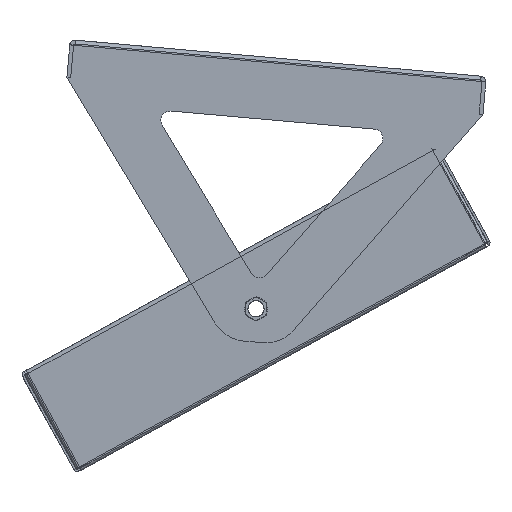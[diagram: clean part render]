
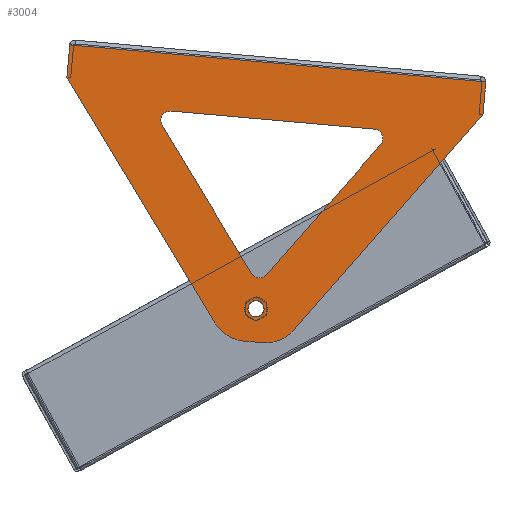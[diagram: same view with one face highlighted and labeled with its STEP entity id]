
A CAD part, left-side view. The second image highlights one B-rep face of the part: STEP entity #3004.
In plain terms, the highlighted planar face has unit normal (-1, 0, 0).
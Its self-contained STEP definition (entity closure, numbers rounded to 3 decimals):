
#11 = DIRECTION ( 'NONE',  ( 0., -0.659, 0.752 ) ) ;
#48 = VERTEX_POINT ( 'NONE', #7492 ) ;
#101 = PLANE ( 'NONE',  #2331 ) ;
#264 = CARTESIAN_POINT ( 'NONE',  ( -2082.902, 266.887, -715.473 ) ) ;
#281 = EDGE_CURVE ( 'NONE', #4195, #5273, #612, .T. ) ;
#324 = CARTESIAN_POINT ( 'NONE',  ( -2082.902, 167.444, -602.032 ) ) ;
#529 = CARTESIAN_POINT ( 'NONE',  ( -2082.902, 289.37, -685.721 ) ) ;
#612 = LINE ( 'NONE', #9790, #5346 ) ;
#664 = DIRECTION ( 'NONE',  ( 0., -0.996, -0.089 ) ) ;
#727 = ORIENTED_EDGE ( 'NONE', *, *, #9445, .T. ) ;
#796 = VECTOR ( 'NONE', #1442, 1000. ) ;
#918 = CARTESIAN_POINT ( 'NONE',  ( -2082.902, 286.973, -704.35 ) ) ;
#1291 = DIRECTION ( 'NONE',  ( -1., 0., 0. ) ) ;
#1385 = VECTOR ( 'NONE', #5305, 1000. ) ;
#1442 = DIRECTION ( 'NONE',  ( 0., 0.996, 0.089 ) ) ;
#1471 = DIRECTION ( 'NONE',  ( 0., 0.516, 0.856 ) ) ;
#1915 = AXIS2_PLACEMENT_3D ( 'NONE', #9860, #7490, #9104 ) ;
#2131 = CARTESIAN_POINT ( 'NONE',  ( -2082.902, 394.082, -570.106 ) ) ;
#2207 = LINE ( 'NONE', #2257, #1385 ) ;
#2236 = VECTOR ( 'NONE', #1471, 1000. ) ;
#2257 = CARTESIAN_POINT ( 'NONE',  ( -2082.902, 384.987, -564.623 ) ) ;
#2295 = DIRECTION ( 'NONE',  ( -1., 0., 0. ) ) ;
#2300 = EDGE_CURVE ( 'NONE', #4139, #3630, #4079, .T. ) ;
#2331 = AXIS2_PLACEMENT_3D ( 'NONE', #3195, #2432, #8561 ) ;
#2432 = DIRECTION ( 'NONE',  ( 1., 0., 0. ) ) ;
#2529 = VECTOR ( 'NONE', #8987, 1000. ) ;
#2590 = DIRECTION ( 'NONE',  ( 1., 0., 0. ) ) ;
#2645 = FACE_BOUND ( 'NONE', #8046, .T. ) ;
#2731 = AXIS2_PLACEMENT_3D ( 'NONE', #9523, #9471, #7291 ) ;
#2792 = EDGE_CURVE ( 'NONE', #3630, #6421, #7580, .T. ) ;
#2918 = EDGE_LOOP ( 'NONE', ( #7411 ) ) ;
#2929 = DIRECTION ( 'NONE',  ( -1., 0., 0. ) ) ;
#3004 = ADVANCED_FACE ( 'NONE', ( #2645, #3291, #8776 ), #101, .F. ) ;
#3022 = LINE ( 'NONE', #5341, #6869 ) ;
#3195 = CARTESIAN_POINT ( 'NONE',  ( -2082.902, 384.987, -564.623 ) ) ;
#3291 = FACE_OUTER_BOUND ( 'NONE', #3649, .T. ) ;
#3509 = AXIS2_PLACEMENT_3D ( 'NONE', #918, #2590, #4782 ) ;
#3630 = VERTEX_POINT ( 'NONE', #5814 ) ;
#3649 = EDGE_LOOP ( 'NONE', ( #8870, #727, #6721, #5311, #5762, #9011, #4175, #9289 ) ) ;
#3654 = CARTESIAN_POINT ( 'NONE',  ( -2082.902, 165.916, -584.836 ) ) ;
#3700 = EDGE_CURVE ( 'NONE', #4440, #7934, #2207, .T. ) ;
#4079 = CIRCLE ( 'NONE', #9082, 5. ) ;
#4139 = VERTEX_POINT ( 'NONE', #5235 ) ;
#4144 = CIRCLE ( 'NONE', #6704, 5. ) ;
#4175 = ORIENTED_EDGE ( 'NONE', *, *, #7779, .F. ) ;
#4195 = VERTEX_POINT ( 'NONE', #8419 ) ;
#4230 = CARTESIAN_POINT ( 'NONE',  ( -2082.902, 281.328, -686.436 ) ) ;
#4273 = VERTEX_POINT ( 'NONE', #5583 ) ;
#4440 = VERTEX_POINT ( 'NONE', #4815 ) ;
#4508 = DIRECTION ( 'NONE',  ( 0., 0.089, -0.996 ) ) ;
#4581 = EDGE_CURVE ( 'NONE', #8483, #9712, #3022, .T. ) ;
#4643 = VERTEX_POINT ( 'NONE', #6863 ) ;
#4686 = EDGE_CURVE ( 'NONE', #6421, #4273, #4144, .T. ) ;
#4782 = DIRECTION ( 'NONE',  ( 0., -0.089, 0.996 ) ) ;
#4815 = CARTESIAN_POINT ( 'NONE',  ( -2082.902, 385.052, -565.357 ) ) ;
#5001 = EDGE_CURVE ( 'NONE', #4273, #5351, #5787, .T. ) ;
#5085 = EDGE_CURVE ( 'NONE', #5351, #4643, #8822, .T. ) ;
#5147 = DIRECTION ( 'NONE',  ( 0., -0.089, 0.996 ) ) ;
#5176 = ORIENTED_EDGE ( 'NONE', *, *, #6278, .F. ) ;
#5215 = VECTOR ( 'NONE', #5240, 1000. ) ;
#5235 = CARTESIAN_POINT ( 'NONE',  ( -2082.902, 331.618, -600.225 ) ) ;
#5240 = DIRECTION ( 'NONE',  ( 0., -0.516, -0.856 ) ) ;
#5273 = VERTEX_POINT ( 'NONE', #9113 ) ;
#5303 = CARTESIAN_POINT ( 'NONE',  ( -2082.902, 285.088, -683.14 ) ) ;
#5305 = DIRECTION ( 'NONE',  ( 0., 0.089, -0.996 ) ) ;
#5311 = ORIENTED_EDGE ( 'NONE', *, *, #6701, .T. ) ;
#5341 = CARTESIAN_POINT ( 'NONE',  ( -2082.902, 243.429, -688.713 ) ) ;
#5346 = VECTOR ( 'NONE', #664, 1000. ) ;
#5351 = VERTEX_POINT ( 'NONE', #6592 ) ;
#5369 = ORIENTED_EDGE ( 'NONE', *, *, #5085, .F. ) ;
#5402 = VERTEX_POINT ( 'NONE', #9889 ) ;
#5420 = EDGE_CURVE ( 'NONE', #5402, #7934, #7557, .T. ) ;
#5583 = CARTESIAN_POINT ( 'NONE',  ( -2082.902, 281.328, -686.436 ) ) ;
#5594 = ORIENTED_EDGE ( 'NONE', *, *, #2792, .F. ) ;
#5762 = ORIENTED_EDGE ( 'NONE', *, *, #4581, .T. ) ;
#5787 = LINE ( 'NONE', #4230, #8986 ) ;
#5814 = CARTESIAN_POINT ( 'NONE',  ( -2082.902, 336.343, -607.787 ) ) ;
#5852 = CARTESIAN_POINT ( 'NONE',  ( -2082.902, 281.927, -702.289 ) ) ;
#5915 = CARTESIAN_POINT ( 'NONE',  ( -2082.902, 332.061, -605.205 ) ) ;
#5946 = CARTESIAN_POINT ( 'NONE',  ( -2082.902, 165.851, -584.102 ) ) ;
#6043 = CARTESIAN_POINT ( 'NONE',  ( -2082.902, 165.916, -584.836 ) ) ;
#6086 = CIRCLE ( 'NONE', #8372, 20. ) ;
#6090 = CARTESIAN_POINT ( 'NONE',  ( -2082.902, 336.343, -607.787 ) ) ;
#6278 = EDGE_CURVE ( 'NONE', #4643, #4139, #7481, .T. ) ;
#6421 = VERTEX_POINT ( 'NONE', #529 ) ;
#6592 = CARTESIAN_POINT ( 'NONE',  ( -2082.902, 221.345, -618.009 ) ) ;
#6603 = VERTEX_POINT ( 'NONE', #3654 ) ;
#6701 = EDGE_CURVE ( 'NONE', #5273, #8483, #6086, .T. ) ;
#6704 = AXIS2_PLACEMENT_3D ( 'NONE', #5303, #2295, #4508 ) ;
#6721 = ORIENTED_EDGE ( 'NONE', *, *, #281, .T. ) ;
#6760 = CARTESIAN_POINT ( 'NONE',  ( -2082.902, 224.662, -609.732 ) ) ;
#6863 = CARTESIAN_POINT ( 'NONE',  ( -2082.902, 224.662, -609.732 ) ) ;
#6869 = VECTOR ( 'NONE', #11, 1000. ) ;
#7150 = ORIENTED_EDGE ( 'NONE', *, *, #4686, .F. ) ;
#7291 = DIRECTION ( 'NONE',  ( 0., 0.089, -0.996 ) ) ;
#7411 = ORIENTED_EDGE ( 'NONE', *, *, #8906, .T. ) ;
#7441 = DIRECTION ( 'NONE',  ( 0., 0.089, -0.996 ) ) ;
#7470 = LINE ( 'NONE', #5946, #2529 ) ;
#7480 = DIRECTION ( 'NONE',  ( 0., -0.996, -0.089 ) ) ;
#7481 = LINE ( 'NONE', #6760, #796 ) ;
#7490 = DIRECTION ( 'NONE',  ( -1., 0., 0. ) ) ;
#7492 = CARTESIAN_POINT ( 'NONE',  ( -2082.902, 286.597, -700.117 ) ) ;
#7557 = LINE ( 'NONE', #2131, #2236 ) ;
#7580 = LINE ( 'NONE', #6090, #5215 ) ;
#7671 = ORIENTED_EDGE ( 'NONE', *, *, #2300, .F. ) ;
#7779 = EDGE_CURVE ( 'NONE', #4440, #6603, #9148, .T. ) ;
#7934 = VERTEX_POINT ( 'NONE', #8615 ) ;
#8046 = EDGE_LOOP ( 'NONE', ( #5594, #7671, #5176, #5369, #8600, #7150 ) ) ;
#8372 = AXIS2_PLACEMENT_3D ( 'NONE', #5852, #1291, #5147 ) ;
#8419 = CARTESIAN_POINT ( 'NONE',  ( -2082.902, 293.348, -721.353 ) ) ;
#8483 = VERTEX_POINT ( 'NONE', #264 ) ;
#8561 = DIRECTION ( 'NONE',  ( 0., -0.089, 0.996 ) ) ;
#8600 = ORIENTED_EDGE ( 'NONE', *, *, #5001, .F. ) ;
#8615 = CARTESIAN_POINT ( 'NONE',  ( -2082.902, 386.58, -582.553 ) ) ;
#8669 = EDGE_CURVE ( 'NONE', #9712, #6603, #7470, .T. ) ;
#8776 = FACE_BOUND ( 'NONE', #2918, .T. ) ;
#8820 = DIRECTION ( 'NONE',  ( 0., -0.659, 0.752 ) ) ;
#8822 = CIRCLE ( 'NONE', #2731, 5. ) ;
#8870 = ORIENTED_EDGE ( 'NONE', *, *, #5420, .F. ) ;
#8906 = EDGE_CURVE ( 'NONE', #48, #48, #9942, .T. ) ;
#8986 = VECTOR ( 'NONE', #8820, 1000. ) ;
#8987 = DIRECTION ( 'NONE',  ( 0., -0.089, 0.996 ) ) ;
#9011 = ORIENTED_EDGE ( 'NONE', *, *, #8669, .T. ) ;
#9025 = VECTOR ( 'NONE', #7480, 1000. ) ;
#9082 = AXIS2_PLACEMENT_3D ( 'NONE', #5915, #2929, #7441 ) ;
#9104 = DIRECTION ( 'NONE',  ( 0., -0.089, 0.996 ) ) ;
#9113 = CARTESIAN_POINT ( 'NONE',  ( -2082.902, 283.697, -722.211 ) ) ;
#9148 = LINE ( 'NONE', #6043, #9025 ) ;
#9289 = ORIENTED_EDGE ( 'NONE', *, *, #3700, .T. ) ;
#9445 = EDGE_CURVE ( 'NONE', #5402, #4195, #9960, .T. ) ;
#9471 = DIRECTION ( 'NONE',  ( -1., 0., 0. ) ) ;
#9523 = CARTESIAN_POINT ( 'NONE',  ( -2082.902, 225.104, -614.713 ) ) ;
#9712 = VERTEX_POINT ( 'NONE', #324 ) ;
#9790 = CARTESIAN_POINT ( 'NONE',  ( -2082.902, 398.091, -712.042 ) ) ;
#9860 = CARTESIAN_POINT ( 'NONE',  ( -2082.902, 291.577, -701.431 ) ) ;
#9889 = CARTESIAN_POINT ( 'NONE',  ( -2082.902, 308.706, -711.756 ) ) ;
#9942 = CIRCLE ( 'NONE', #3509, 4.25 ) ;
#9960 = CIRCLE ( 'NONE', #1915, 20. ) ;
